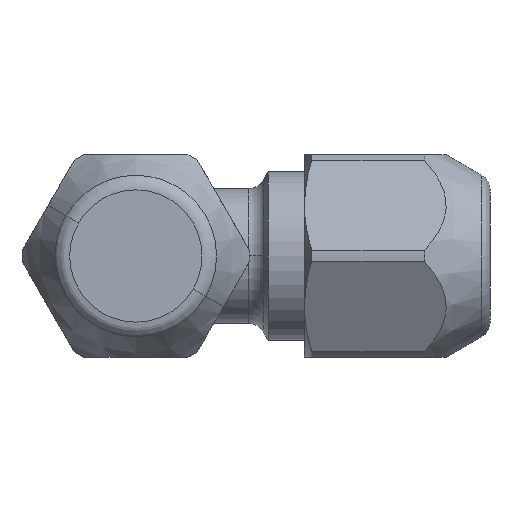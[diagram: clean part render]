
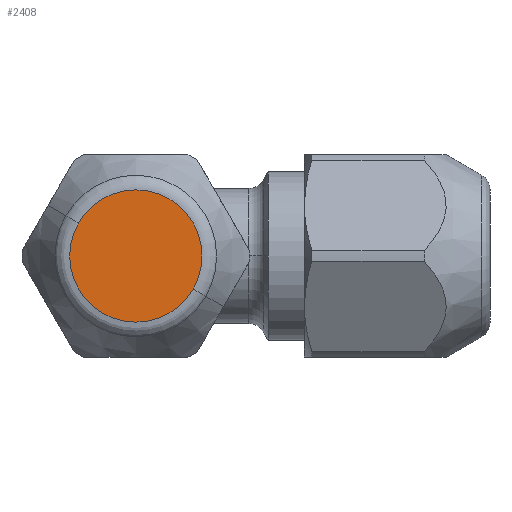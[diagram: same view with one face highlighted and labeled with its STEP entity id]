
A CAD part, front view. The second image highlights one B-rep face of the part: STEP entity #2408.
In plain terms, the highlighted planar face has unit normal (0, -1, 0).
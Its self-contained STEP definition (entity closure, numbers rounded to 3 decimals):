
#191 = CIRCLE ( 'NONE', #1369, 3.923 ) ;
#262 = FACE_OUTER_BOUND ( 'NONE', #371, .T. ) ;
#371 = EDGE_LOOP ( 'NONE', ( #2189, #2190 ) ) ;
#770 = VERTEX_POINT ( 'NONE', #3126 ) ;
#771 = VERTEX_POINT ( 'NONE', #3127 ) ;
#1312 = CARTESIAN_POINT ( 'NONE',  ( 0., -21., 0. ) ) ;
#1313 = DIRECTION ( 'NONE',  ( 0., -1., 0. ) ) ;
#1314 = DIRECTION ( 'NONE',  ( -0.866, 0., 0.5 ) ) ;
#1369 = AXIS2_PLACEMENT_3D ( 'NONE', #3533, #3534, #3535 ) ;
#1404 = AXIS2_PLACEMENT_3D ( 'NONE', #1761, #1766, #1767 ) ;
#1500 = AXIS2_PLACEMENT_3D ( 'NONE', #1312, #1313, #1314 ) ;
#1761 = CARTESIAN_POINT ( 'NONE',  ( 0., -21., 0. ) ) ;
#1764 = PLANE ( 'NONE',  #1404 ) ;
#1766 = DIRECTION ( 'NONE',  ( 0., -1., 0. ) ) ;
#1767 = DIRECTION ( 'NONE',  ( 0., 0., -1. ) ) ;
#1970 = EDGE_CURVE ( 'NONE', #770, #771, #191, .T. ) ;
#2189 = ORIENTED_EDGE ( 'NONE', *, *, #2520, .T. ) ;
#2190 = ORIENTED_EDGE ( 'NONE', *, *, #1970, .T. ) ;
#2408 = ADVANCED_FACE ( 'NONE', ( #262 ), #1764, .T. ) ;
#2520 = EDGE_CURVE ( 'NONE', #771, #770, #2968, .T. ) ;
#2968 = CIRCLE ( 'NONE', #1500, 3.923 ) ;
#3126 = CARTESIAN_POINT ( 'NONE',  ( 3.397, -21., -1.961 ) ) ;
#3127 = CARTESIAN_POINT ( 'NONE',  ( -3.397, -21., 1.961 ) ) ;
#3533 = CARTESIAN_POINT ( 'NONE',  ( 0., -21., 0. ) ) ;
#3534 = DIRECTION ( 'NONE',  ( 0., -1., 0. ) ) ;
#3535 = DIRECTION ( 'NONE',  ( -0.866, 0., 0.5 ) ) ;
